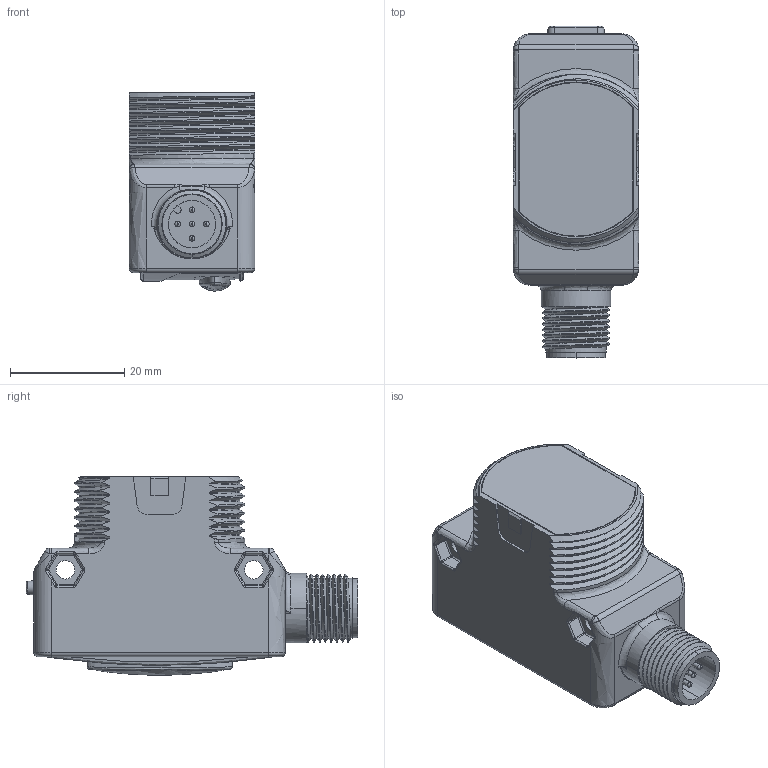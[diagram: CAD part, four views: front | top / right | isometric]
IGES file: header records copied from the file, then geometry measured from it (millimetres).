
Start section:  PTC IGES file: 140587.igs
Global section: file name: 140587.igs; native system: Pro/ENGINEER by Parametric Technology Corporation; preprocessor: 2006170; author: banengservice; organization: Unknown; date: 20080602.125531; units: inch
Bounding box: 22 x 58.13 x 34.75 mm (x, y, z)
Volume: 26180.3 mm3; surface area: 8753 mm2
Topology: 1 solids, 1 shells, 490 faces, 1181 edges, 701 vertices
Faces by surface type: revolution 299, bspline 191
